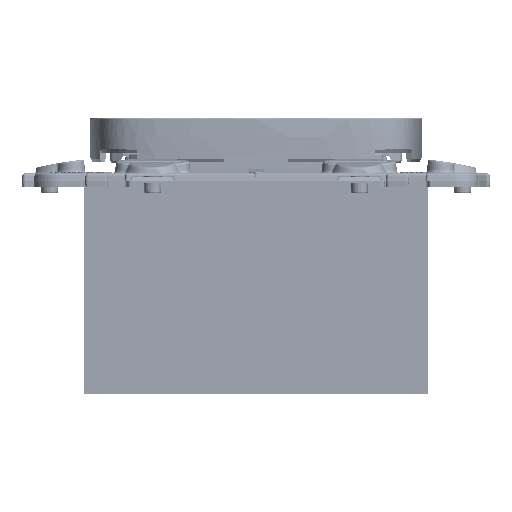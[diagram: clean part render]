
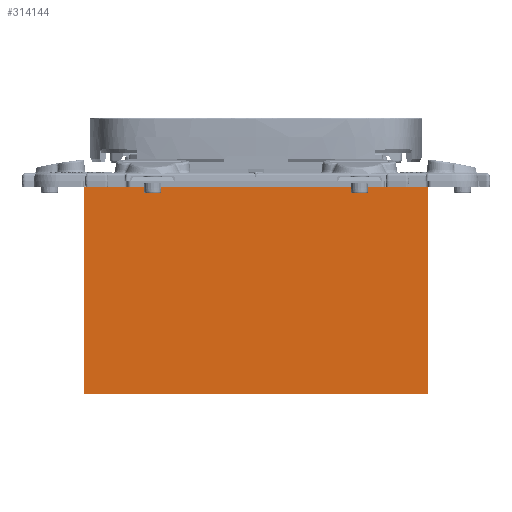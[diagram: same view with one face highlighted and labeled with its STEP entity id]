
A CAD part, left-side view. The second image highlights one B-rep face of the part: STEP entity #314144.
In plain terms, the highlighted planar face has unit normal (-1, 0, 0).
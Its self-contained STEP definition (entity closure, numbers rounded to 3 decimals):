
#314122=AXIS2_PLACEMENT_3D('Plane Axis2P3D',#314119,#314120,#314121) ;
#90796=CARTESIAN_POINT('Vertex',(-27.5,9.38,0.)) ;
#90817=CARTESIAN_POINT('Vertex',(-27.5,4.117,0.)) ;
#92856=CARTESIAN_POINT('Vertex',(-27.5,27.5,0.)) ;
#92859=CARTESIAN_POINT('Line Origine',(-27.5,18.44,0.)) ;
#92864=CARTESIAN_POINT('Line Origine',(-27.5,-11.692,0.)) ;
#92868=CARTESIAN_POINT('Vertex',(-27.5,-27.5,0.)) ;
#210193=CARTESIAN_POINT('Line Origine',(-27.5,6.749,0.)) ;
#314092=CARTESIAN_POINT('Vertex',(-27.5,27.5,-33.)) ;
#314095=CARTESIAN_POINT('Line Origine',(-27.5,27.5,-16.5)) ;
#314119=CARTESIAN_POINT('Axis2P3D Location',(-27.5,-27.5,0.)) ;
#314124=CARTESIAN_POINT('Line Origine',(-27.5,0.,-33.)) ;
#314128=CARTESIAN_POINT('Vertex',(-27.5,-27.5,-33.)) ;
#314131=CARTESIAN_POINT('Line Origine',(-27.5,-27.5,-16.5)) ;
#92860=DIRECTION('Vector Direction',(0.,1.,0.)) ;
#92865=DIRECTION('Vector Direction',(0.,1.,0.)) ;
#210194=DIRECTION('Vector Direction',(0.,1.,0.)) ;
#314096=DIRECTION('Vector Direction',(0.,0.,-1.)) ;
#314120=DIRECTION('Axis2P3D Direction',(-1.,0.,0.)) ;
#314121=DIRECTION('Axis2P3D XDirection',(0.,1.,0.)) ;
#314125=DIRECTION('Vector Direction',(0.,1.,0.)) ;
#314132=DIRECTION('Vector Direction',(0.,0.,-1.)) ;
#92861=VECTOR('Line Direction',#92860,1.) ;
#92866=VECTOR('Line Direction',#92865,1.) ;
#210195=VECTOR('Line Direction',#210194,1.) ;
#314097=VECTOR('Line Direction',#314096,1.) ;
#314126=VECTOR('Line Direction',#314125,1.) ;
#314133=VECTOR('Line Direction',#314132,1.) ;
#314137=ORIENTED_EDGE('',*,*,#314130,.T.) ;
#314138=ORIENTED_EDGE('',*,*,#314135,.F.) ;
#314139=ORIENTED_EDGE('',*,*,#92870,.F.) ;
#314140=ORIENTED_EDGE('',*,*,#210197,.F.) ;
#314141=ORIENTED_EDGE('',*,*,#92863,.F.) ;
#314142=ORIENTED_EDGE('',*,*,#314099,.T.) ;
#314144=ADVANCED_FACE('PartBody',(#314143),#314123,.T.) ;
#92863=EDGE_CURVE('',#92857,#90797,#92862,.F.) ;
#92870=EDGE_CURVE('',#90818,#92869,#92867,.F.) ;
#210197=EDGE_CURVE('',#90797,#90818,#210196,.F.) ;
#314099=EDGE_CURVE('',#92857,#314093,#314098,.T.) ;
#314130=EDGE_CURVE('',#314093,#314129,#314127,.F.) ;
#314135=EDGE_CURVE('',#92869,#314129,#314134,.T.) ;
#314136=EDGE_LOOP('',(#314137,#314138,#314139,#314140,#314141,#314142)) ;
#314143=FACE_OUTER_BOUND('',#314136,.T.) ;
#92862=LINE('Line',#92859,#92861) ;
#92867=LINE('Line',#92864,#92866) ;
#210196=LINE('Line',#210193,#210195) ;
#314098=LINE('Line',#314095,#314097) ;
#314127=LINE('Line',#314124,#314126) ;
#314134=LINE('Line',#314131,#314133) ;
#314123=PLANE('',#314122) ;
#90797=VERTEX_POINT('',#90796) ;
#90818=VERTEX_POINT('',#90817) ;
#92857=VERTEX_POINT('',#92856) ;
#92869=VERTEX_POINT('',#92868) ;
#314093=VERTEX_POINT('',#314092) ;
#314129=VERTEX_POINT('',#314128) ;
